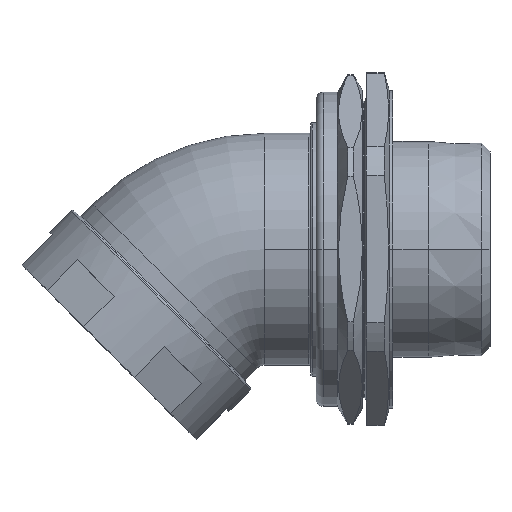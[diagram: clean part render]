
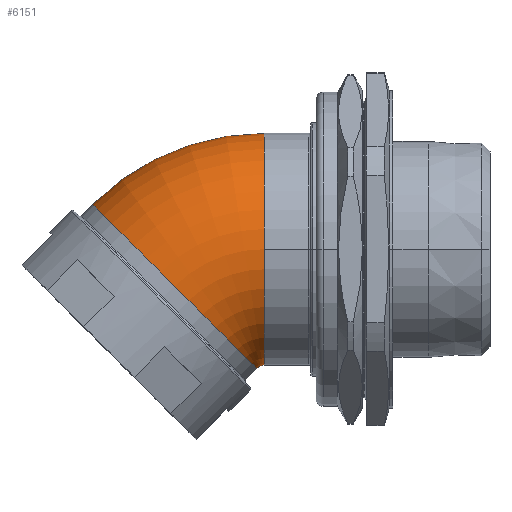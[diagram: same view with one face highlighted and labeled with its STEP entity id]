
A CAD part, top view. The second image highlights one B-rep face of the part: STEP entity #6151.
In plain terms, the highlighted toroidal (fillet/blend) face has major radius 35.5 mm and minor radius 32.5 mm.
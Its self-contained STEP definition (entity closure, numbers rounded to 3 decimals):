
#41 = DIRECTION ( 'NONE',  ( 0., 0., 1. ) ) ;
#245 = AXIS2_PLACEMENT_3D ( 'NONE', #5411, #3705, #1993 ) ;
#640 = EDGE_CURVE ( 'NONE', #1360, #1130, #1143, .T. ) ;
#1000 = CIRCLE ( 'NONE', #245, 32.5 ) ;
#1130 = VERTEX_POINT ( 'NONE', #6801 ) ;
#1143 = CIRCLE ( 'NONE', #2888, 32.5 ) ;
#1360 = VERTEX_POINT ( 'NONE', #1482 ) ;
#1440 = VERTEX_POINT ( 'NONE', #5907 ) ;
#1482 = CARTESIAN_POINT ( 'NONE',  ( -22.751, -33.379, 0. ) ) ;
#1839 = DIRECTION ( 'NONE',  ( 0., 0., 1. ) ) ;
#1859 = ORIENTED_EDGE ( 'NONE', *, *, #5818, .T. ) ;
#1905 = CARTESIAN_POINT ( 'NONE',  ( -45.732, -10.398, 0. ) ) ;
#1980 = AXIS2_PLACEMENT_3D ( 'NONE', #2451, #4784, #7155 ) ;
#1993 = DIRECTION ( 'NONE',  ( 0., 0., 1. ) ) ;
#2014 = ORIENTED_EDGE ( 'NONE', *, *, #3431, .F. ) ;
#2451 = CARTESIAN_POINT ( 'NONE',  ( -20.63, -35.5, 0. ) ) ;
#2588 = CIRCLE ( 'NONE', #6937, 32.5 ) ;
#2844 = ORIENTED_EDGE ( 'NONE', *, *, #3180, .T. ) ;
#2888 = AXIS2_PLACEMENT_3D ( 'NONE', #1905, #3724, #41 ) ;
#3087 = CIRCLE ( 'NONE', #6059, 68. ) ;
#3180 = EDGE_CURVE ( 'NONE', #5227, #1130, #3087, .T. ) ;
#3331 = CARTESIAN_POINT ( 'NONE',  ( -20.63, 0., 32.5 ) ) ;
#3431 = EDGE_CURVE ( 'NONE', #1440, #1360, #4741, .T. ) ;
#3580 = ORIENTED_EDGE ( 'NONE', *, *, #640, .F. ) ;
#3703 = ORIENTED_EDGE ( 'NONE', *, *, #6511, .T. ) ;
#3705 = DIRECTION ( 'NONE',  ( -1., 0., 0. ) ) ;
#3724 = DIRECTION ( 'NONE',  ( -0.707, -0.707, 0. ) ) ;
#3813 = CARTESIAN_POINT ( 'NONE',  ( -20.63, 32.5, 0. ) ) ;
#4074 = DIRECTION ( 'NONE',  ( 0., 0., 1. ) ) ;
#4720 = CARTESIAN_POINT ( 'NONE',  ( -20.63, -35.5, 0. ) ) ;
#4741 = CIRCLE ( 'NONE', #7101, 3. ) ;
#4784 = DIRECTION ( 'NONE',  ( 0., 0., 1. ) ) ;
#4887 = DIRECTION ( 'NONE',  ( -1., 0., 0. ) ) ;
#4930 = FACE_OUTER_BOUND ( 'NONE', #4989, .T. ) ;
#4989 = EDGE_LOOP ( 'NONE', ( #1859, #2844, #3580, #2014, #3703 ) ) ;
#5227 = VERTEX_POINT ( 'NONE', #3813 ) ;
#5411 = CARTESIAN_POINT ( 'NONE',  ( -20.63, 0., 0. ) ) ;
#5818 = EDGE_CURVE ( 'NONE', #6614, #5227, #1000, .T. ) ;
#5853 = DIRECTION ( 'NONE',  ( 0., -1., 0. ) ) ;
#5907 = CARTESIAN_POINT ( 'NONE',  ( -20.63, -32.5, 0. ) ) ;
#5979 = CARTESIAN_POINT ( 'NONE',  ( -20.63, 0., 0. ) ) ;
#6059 = AXIS2_PLACEMENT_3D ( 'NONE', #7052, #1839, #7162 ) ;
#6151 = ADVANCED_FACE ( 'NONE', ( #4930 ), #7440, .T. ) ;
#6511 = EDGE_CURVE ( 'NONE', #1440, #6614, #2588, .T. ) ;
#6599 = DIRECTION ( 'NONE',  ( 0., 0., 1. ) ) ;
#6614 = VERTEX_POINT ( 'NONE', #3331 ) ;
#6801 = CARTESIAN_POINT ( 'NONE',  ( -68.713, 12.583, 0. ) ) ;
#6937 = AXIS2_PLACEMENT_3D ( 'NONE', #5979, #4887, #6599 ) ;
#7052 = CARTESIAN_POINT ( 'NONE',  ( -20.63, -35.5, 0. ) ) ;
#7101 = AXIS2_PLACEMENT_3D ( 'NONE', #4720, #4074, #5853 ) ;
#7155 = DIRECTION ( 'NONE',  ( 1., 0., 0. ) ) ;
#7162 = DIRECTION ( 'NONE',  ( 0., -1., 0. ) ) ;
#7440 = TOROIDAL_SURFACE ( 'NONE', #1980, 35.5, 32.5 ) ;
